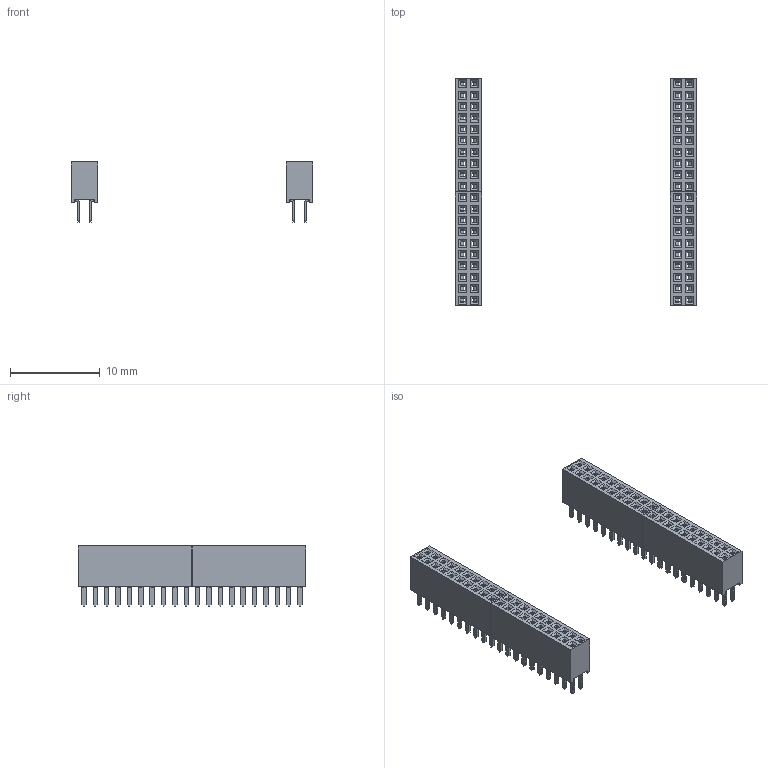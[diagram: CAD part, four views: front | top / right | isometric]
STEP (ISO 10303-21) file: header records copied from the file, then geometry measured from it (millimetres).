
FILE_DESCRIPTION(/* description */ (''),/* implementation_level */ '2;1');
FILE_NAME(/* name */ 'BRD4104A.step',/* time_stamp */ '2018-05-20T20:59:30+09:00',/* author */ (''),/* organization */ (''),/* preprocessor_version */ 'ST-DEVELOPER v17',/* originating_system */ 'Autodesk Translation Framework v7.1.0.215',/* authorisation */ '');
FILE_SCHEMA (('AUTOMOTIVE_DESIGN { 1 0 10303 214 3 1 1 }'));
Length unit declared in the file: millimetre
Products named in the file (3): (未保存); 62202021821; 6220xx21821
Assembly tree (84 placements, depth 2):
  (未保存)
    62202021821  x4
    6220xx21821  x80
Bounding box: 27 x 25.4 x 6.7 mm (x, y, z)
Volume: 461.4 mm3; surface area: 3788.3 mm2
Topology: 84 solids, 84 shells, 7080 faces, 18976 edges, 12064 vertices
Faces by surface type: plane 4680, cylinder 2240, bspline 160
Entity records: 15751 total; most frequent: CARTESIAN_POINT 2813, ORIENTED_EDGE 2648, DIRECTION 2500, EDGE_CURVE 1324, LINE 1262, VECTOR 1262, VERTEX_POINT 850, AXIS2_PLACEMENT_3D 619
